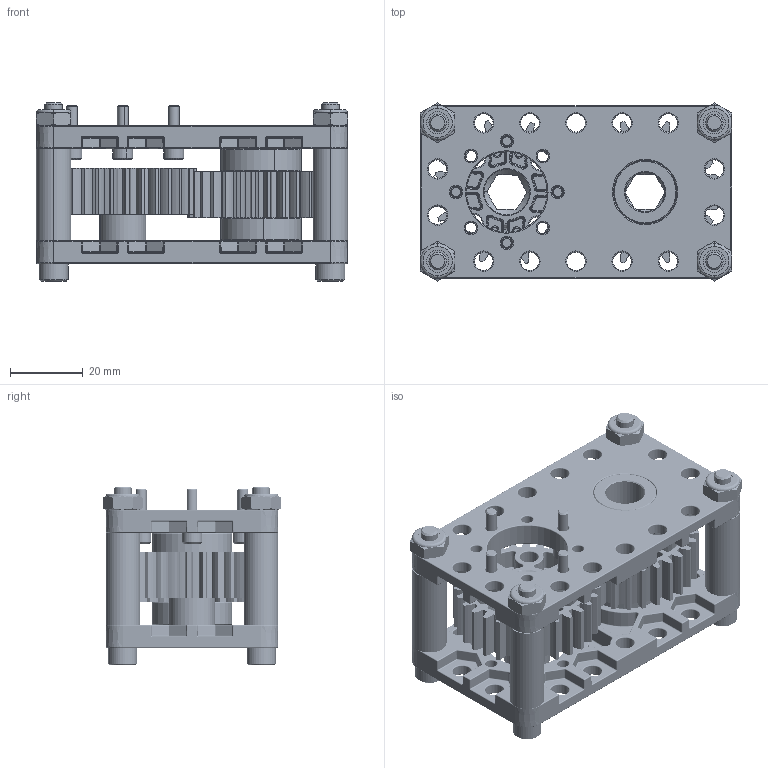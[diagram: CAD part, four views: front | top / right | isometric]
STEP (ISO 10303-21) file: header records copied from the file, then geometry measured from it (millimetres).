
FILE_DESCRIPTION (( 'STEP AP214' ), '1' );
FILE_NAME ('am-5029 Robits Pass Through Gearbox (No Shaft).STEP', '2023-08-23T12:10:31', ( '' ), ( '' ), 'SwSTEP 2.0', 'SolidWorks 2022', '' );
FILE_SCHEMA (( 'AUTOMOTIVE_DESIGN' ));
Length unit declared in the file: inch
Products named in the file (9): am-5020_30 30T 20DP 14.5PA 0.50 IN FW 0.375 Hex Gear; am-5029 Robits Pass Through Gearbox (No Shaft); am-1063 10-32 Nylock Jam Nut_am-1063 10-32 Nylock Jam Nut; SHCS M3 x 0.5 x 12_B18.3.1M - 3 x 0.5 x 12 Hex SHCS -- 12CHX; am-5023 RoBits Pass Through Plate; 10-32x1750_shcs_am-1048 10-32x1750 SHCS; am-5021 RoBits Bushing for 0.375IN Hex; am-1696 0.194 ID 0.375 OD 1.000 Long Nylon Spacer; am-1699 0.430 ID 0.500 OD 0.500 Long Aluminum Spacer
Assembly tree (23 placements, depth 2):
  am-5029 Robits Pass Through Gearbox (No Shaft)
    am-5023 RoBits Pass Through Plate  x2
    am-1696 0.194 ID 0.375 OD 1.000 Long Nylon Spacer  x4
    10-32x1750_shcs_am-1048 10-32x1750 SHCS  x4
    am-1063 10-32 Nylock Jam Nut_am-1063 10-32 Nylock Jam Nut  x4
    SHCS M3 x 0.5 x 12_B18.3.1M - 3 x 0.5 x 12 Hex SHCS -- 12CHX  x4
    am-5020_30 30T 20DP 14.5PA 0.50 IN FW 0.375 Hex Gear  x2
    am-1699 0.430 ID 0.500 OD 0.500 Long Aluminum Spacer
    am-5021 RoBits Bushing for 0.375IN Hex  x2
Bounding box: 85.72 x 49.1 x 49.28 mm (x, y, z)
Volume: 62685 mm3; surface area: 55986.6 mm2
Topology: 27 solids, 27 shells, 3580 faces, 8360 edges, 4904 vertices
Faces by surface type: torus 1156, cylinder 980, cone 656, plane 476, bspline 264, sphere 48
Entity records: 55023 total; most frequent: CARTESIAN_POINT 15895, DIRECTION 8993, ORIENTED_EDGE 7758, AXIS2_PLACEMENT_3D 3906, EDGE_CURVE 3879, CIRCLE 2360, VERTEX_POINT 2282, EDGE_LOOP 1765
